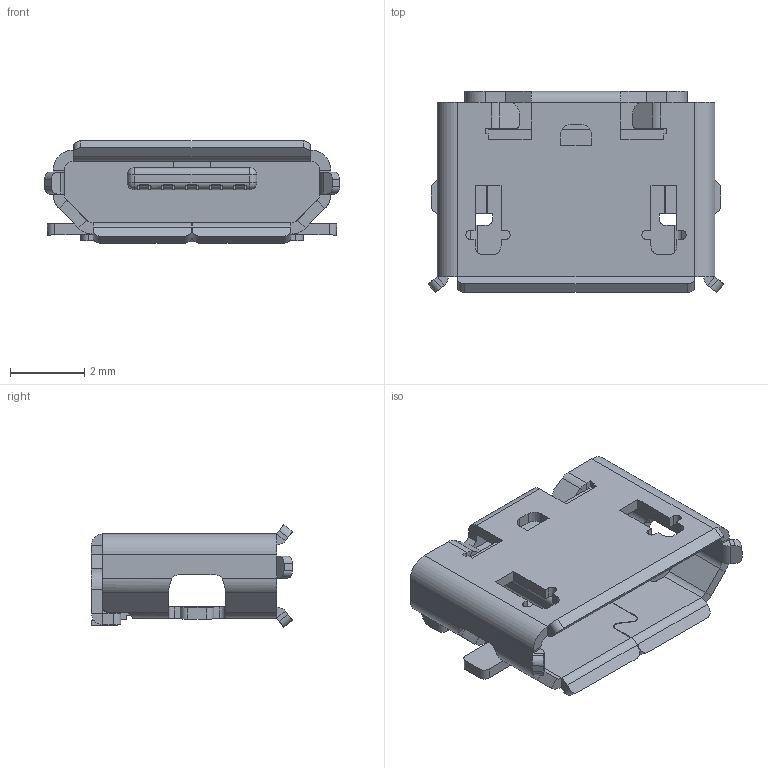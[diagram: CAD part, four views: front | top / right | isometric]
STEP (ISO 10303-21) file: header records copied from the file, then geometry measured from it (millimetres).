
FILE_DESCRIPTION(/* description */ (''),/* implementation_level */ '2;1');
FILE_NAME(/* name */ 'Mini USB v1.ipt.step',/* time_stamp */ '2022-11-29T08:40:03+01:00',/* author */ ('diederichbenedict'),/* organization */ (''),/* preprocessor_version */ 'ST-DEVELOPER v18.1',/* originating_system */ 'Autodesk Inventor 2022',/* authorisation */ '');
FILE_SCHEMA (('AUTOMOTIVE_DESIGN { 1 0 10303 214 3 1 1 }'));
Length unit declared in the file: millimetre
Products named in the file (1): Mini USB v1
Bounding box: 7.98 x 5.43 x 2.76 mm (x, y, z)
Volume: 43.6 mm3; surface area: 294.8 mm2
Topology: 3 solids, 3 shells, 511 faces, 1362 edges, 844 vertices
Faces by surface type: plane 372, cylinder 121, bspline 14, sphere 4
Entity records: 15774 total; most frequent: CARTESIAN_POINT 2968, ORIENTED_EDGE 2716, DIRECTION 2574, EDGE_CURVE 1358, LINE 1074, VECTOR 1074, VERTEX_POINT 844, AXIS2_PLACEMENT_3D 750
